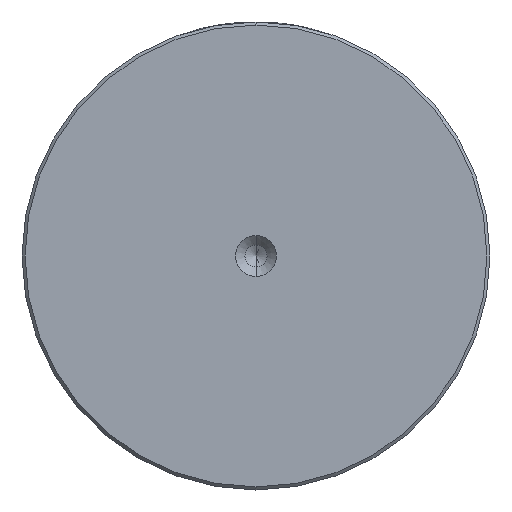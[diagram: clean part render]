
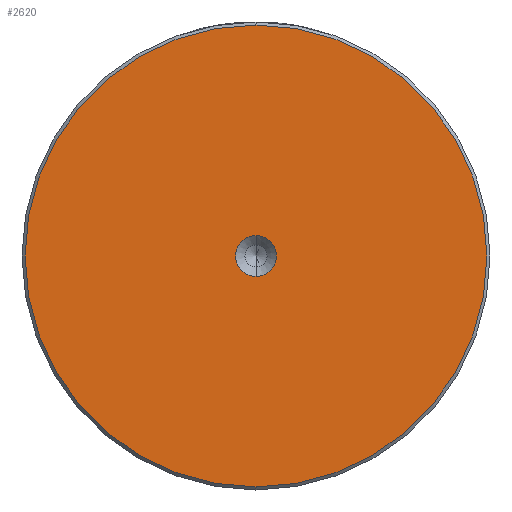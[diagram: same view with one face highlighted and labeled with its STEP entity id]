
A CAD part, left-side view. The second image highlights one B-rep face of the part: STEP entity #2620.
In plain terms, the highlighted planar face has unit normal (-1, 0, 0).
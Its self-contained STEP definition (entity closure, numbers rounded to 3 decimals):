
#132 = CARTESIAN_POINT ( 'NONE',  ( 0., 0., 37.5 ) ) ;
#150 = VERTEX_POINT ( 'NONE', #132 ) ;
#182 = CIRCLE ( 'NONE', #375, 37.5 ) ;
#303 = DIRECTION ( 'NONE',  ( -1., 0., 0. ) ) ;
#346 = DIRECTION ( 'NONE',  ( 0., 0., 1. ) ) ;
#375 = AXIS2_PLACEMENT_3D ( 'NONE', #1295, #2762, #1507 ) ;
#381 = ORIENTED_EDGE ( 'NONE', *, *, #1775, .T. ) ;
#402 = CARTESIAN_POINT ( 'NONE',  ( 0., 0., 0. ) ) ;
#418 = DIRECTION ( 'NONE',  ( -1., 0., 0. ) ) ;
#469 = DIRECTION ( 'NONE',  ( -1., 0., 0. ) ) ;
#732 = EDGE_CURVE ( 'NONE', #2441, #150, #1675, .T. ) ;
#857 = CARTESIAN_POINT ( 'NONE',  ( 0., 0., -3.3 ) ) ;
#925 = ORIENTED_EDGE ( 'NONE', *, *, #2768, .F. ) ;
#1110 = FACE_BOUND ( 'NONE', #2705, .T. ) ;
#1134 = EDGE_CURVE ( 'NONE', #1622, #2588, #1927, .T. ) ;
#1295 = CARTESIAN_POINT ( 'NONE',  ( 0., 0., 0. ) ) ;
#1466 = CARTESIAN_POINT ( 'NONE',  ( 0., 0., -37.5 ) ) ;
#1507 = DIRECTION ( 'NONE',  ( 0., 0., 1. ) ) ;
#1524 = AXIS2_PLACEMENT_3D ( 'NONE', #1762, #469, #1978 ) ;
#1622 = VERTEX_POINT ( 'NONE', #2507 ) ;
#1623 = CARTESIAN_POINT ( 'NONE',  ( 0., 0., 0. ) ) ;
#1675 = CIRCLE ( 'NONE', #2639, 37.5 ) ;
#1762 = CARTESIAN_POINT ( 'NONE',  ( 0., 0., 0. ) ) ;
#1775 = EDGE_CURVE ( 'NONE', #150, #2441, #182, .T. ) ;
#1831 = DIRECTION ( 'NONE',  ( 0., 0., 1. ) ) ;
#1915 = DIRECTION ( 'NONE',  ( -1., 0., 0. ) ) ;
#1927 = CIRCLE ( 'NONE', #2672, 3.3 ) ;
#1932 = DIRECTION ( 'NONE',  ( 0., 0., 1. ) ) ;
#1978 = DIRECTION ( 'NONE',  ( 0., 0., 1. ) ) ;
#2132 = PLANE ( 'NONE',  #2566 ) ;
#2227 = FACE_OUTER_BOUND ( 'NONE', #2626, .T. ) ;
#2257 = CIRCLE ( 'NONE', #1524, 3.3 ) ;
#2441 = VERTEX_POINT ( 'NONE', #1466 ) ;
#2507 = CARTESIAN_POINT ( 'NONE',  ( 0., 0., 3.3 ) ) ;
#2509 = ORIENTED_EDGE ( 'NONE', *, *, #732, .T. ) ;
#2566 = AXIS2_PLACEMENT_3D ( 'NONE', #2758, #418, #1932 ) ;
#2588 = VERTEX_POINT ( 'NONE', #857 ) ;
#2620 = ADVANCED_FACE ( 'NONE', ( #2227, #1110 ), #2132, .T. ) ;
#2626 = EDGE_LOOP ( 'NONE', ( #2509, #381 ) ) ;
#2633 = ORIENTED_EDGE ( 'NONE', *, *, #1134, .F. ) ;
#2639 = AXIS2_PLACEMENT_3D ( 'NONE', #402, #1915, #346 ) ;
#2672 = AXIS2_PLACEMENT_3D ( 'NONE', #1623, #303, #1831 ) ;
#2705 = EDGE_LOOP ( 'NONE', ( #2633, #925 ) ) ;
#2758 = CARTESIAN_POINT ( 'NONE',  ( 0., 0., 0. ) ) ;
#2762 = DIRECTION ( 'NONE',  ( -1., 0., 0. ) ) ;
#2768 = EDGE_CURVE ( 'NONE', #2588, #1622, #2257, .T. ) ;
